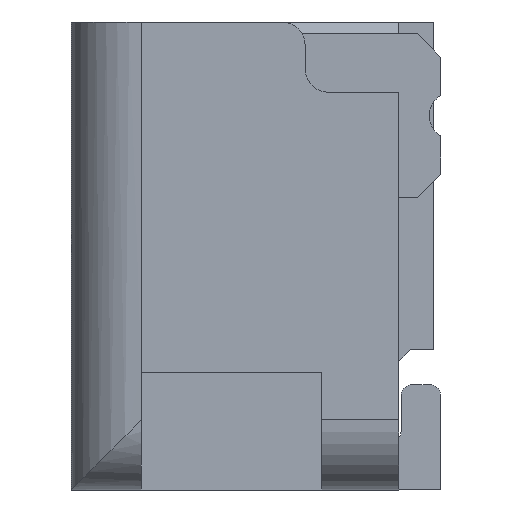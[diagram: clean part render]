
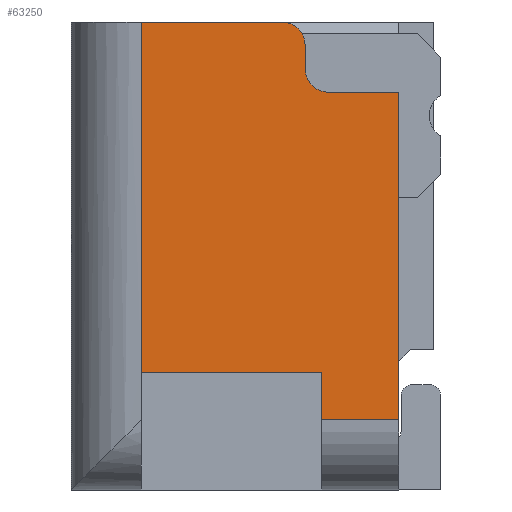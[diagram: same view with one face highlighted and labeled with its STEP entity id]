
A CAD part, left-side view. The second image highlights one B-rep face of the part: STEP entity #63250.
In plain terms, the highlighted planar face has unit normal (-1, 0, 0).
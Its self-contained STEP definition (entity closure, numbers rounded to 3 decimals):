
#37810=CARTESIAN_POINT('',(-1.5,1.19,2.03));
#37820=VERTEX_POINT('',#37810);
#37850=CARTESIAN_POINT('',(-1.5,1.19,0.));
#37860=DIRECTION('',(0.,0.,-1.));
#37870=VECTOR('',#37860,1.);
#37880=LINE('',#37850,#37870);
#37890=CARTESIAN_POINT('',(-1.5,1.19,0.53));
#37900=VERTEX_POINT('',#37890);
#37910=EDGE_CURVE('',#37820,#37900,#37880,.T.);
#60860=CARTESIAN_POINT('',(-1.5,0.,0.53));
#60870=DIRECTION('',(0.,-1.,0.));
#60880=VECTOR('',#60870,1.);
#60890=LINE('',#60860,#60880);
#60900=CARTESIAN_POINT('',(-1.5,0.42,0.53));
#60910=VERTEX_POINT('',#60900);
#60920=EDGE_CURVE('',#37900,#60910,#60890,.T.);
#62520=CARTESIAN_POINT('',(-1.5,0.067,2.082));
#62530=DIRECTION('',(-1.,0.,0.));
#62540=DIRECTION('',(0.,1.,0.));
#62550=AXIS2_PLACEMENT_3D('',#62520,#62530,#62540);
#62560=PLANE('',#62550);
#62570=CARTESIAN_POINT('',(-1.5,0.42,0.));
#62580=DIRECTION('',(0.,0.,-1.));
#62590=VECTOR('',#62580,1.);
#62600=LINE('',#62570,#62590);
#62610=CARTESIAN_POINT('',(-1.5,0.42,0.33));
#62620=VERTEX_POINT('',#62610);
#62630=EDGE_CURVE('',#60910,#62620,#62600,.T.);
#62640=ORIENTED_EDGE('',*,*,#62630,.T.);
#62650=ORIENTED_EDGE('',*,*,#60920,.T.);
#62660=ORIENTED_EDGE('',*,*,#37910,.T.);
#62670=CARTESIAN_POINT('',(-1.5,0.,2.03));
#62680=DIRECTION('',(0.,1.,0.));
#62690=VECTOR('',#62680,1.);
#62700=LINE('',#62670,#62690);
#62710=CARTESIAN_POINT('',(-1.5,0.59,2.03));
#62720=VERTEX_POINT('',#62710);
#62730=EDGE_CURVE('',#62720,#37820,#62700,.T.);
#62740=ORIENTED_EDGE('',*,*,#62730,.T.);
#62750=CARTESIAN_POINT('',(-1.5,0.59,1.93));
#62760=DIRECTION('',(1.,0.,0.));
#62770=DIRECTION('',(0.,-1.,0.));
#62780=AXIS2_PLACEMENT_3D('',#62750,#62760,#62770);
#62790=CIRCLE('',#62780,0.1);
#62800=CARTESIAN_POINT('',(-1.5,0.49,1.93));
#62810=VERTEX_POINT('',#62800);
#62820=EDGE_CURVE('',#62720,#62810,#62790,.T.);
#62830=ORIENTED_EDGE('',*,*,#62820,.F.);
#62840=CARTESIAN_POINT('',(-1.5,0.49,0.));
#62850=DIRECTION('',(0.,0.,-1.));
#62860=VECTOR('',#62850,1.);
#62870=LINE('',#62840,#62860);
#62880=CARTESIAN_POINT('',(-1.5,0.49,1.83));
#62890=VERTEX_POINT('',#62880);
#62900=EDGE_CURVE('',#62810,#62890,#62870,.T.);
#62910=ORIENTED_EDGE('',*,*,#62900,.F.);
#62920=CARTESIAN_POINT('',(-1.5,0.39,1.83));
#62930=DIRECTION('',(-1.,0.,0.));
#62940=DIRECTION('',(0.,1.,0.));
#62950=AXIS2_PLACEMENT_3D('',#62920,#62930,#62940);
#62960=CIRCLE('',#62950,0.1);
#62970=CARTESIAN_POINT('',(-1.5,0.39,1.73));
#62980=VERTEX_POINT('',#62970);
#62990=EDGE_CURVE('',#62890,#62980,#62960,.T.);
#63000=ORIENTED_EDGE('',*,*,#62990,.F.);
#63010=CARTESIAN_POINT('',(-1.5,0.,1.73));
#63020=DIRECTION('',(0.,-1.,0.));
#63030=VECTOR('',#63020,1.);
#63040=LINE('',#63010,#63030);
#63050=CARTESIAN_POINT('',(-1.5,0.09,1.73));
#63060=VERTEX_POINT('',#63050);
#63070=EDGE_CURVE('',#62980,#63060,#63040,.T.);
#63080=ORIENTED_EDGE('',*,*,#63070,.F.);
#63090=CARTESIAN_POINT('',(-1.5,0.09,0.));
#63100=DIRECTION('',(0.,0.,1.));
#63110=VECTOR('',#63100,1.);
#63120=LINE('',#63090,#63110);
#63130=CARTESIAN_POINT('',(-1.5,0.09,0.33));
#63140=VERTEX_POINT('',#63130);
#63150=EDGE_CURVE('',#63140,#63060,#63120,.T.);
#63160=ORIENTED_EDGE('',*,*,#63150,.T.);
#63170=CARTESIAN_POINT('',(-1.5,0.,0.33));
#63180=DIRECTION('',(0.,-1.,0.));
#63190=VECTOR('',#63180,1.);
#63200=LINE('',#63170,#63190);
#63210=EDGE_CURVE('',#62620,#63140,#63200,.T.);
#63220=ORIENTED_EDGE('',*,*,#63210,.T.);
#63230=EDGE_LOOP('',(#63220,#63160,#63080,#63000,#62910,#62830,#62740,
#62660,#62650,#62640));
#63240=FACE_OUTER_BOUND('',#63230,.T.);
#63250=ADVANCED_FACE('',(#63240),#62560,.T.);
